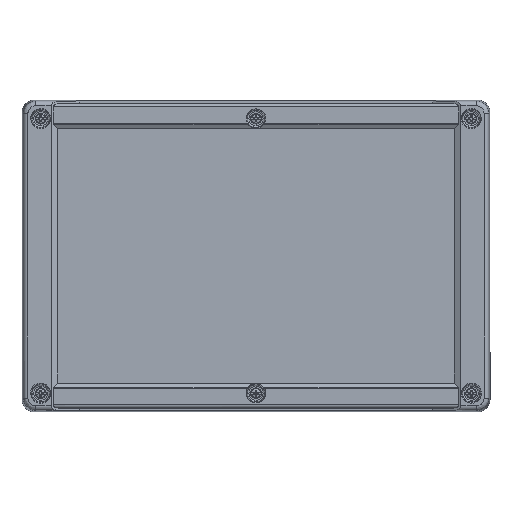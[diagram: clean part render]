
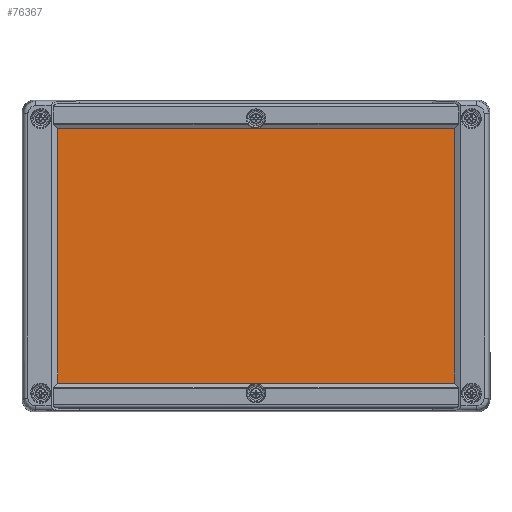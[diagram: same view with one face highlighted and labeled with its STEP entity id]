
A CAD part, top view. The second image highlights one B-rep face of the part: STEP entity #76367.
In plain terms, the highlighted planar face has unit normal (0, 0, 1).
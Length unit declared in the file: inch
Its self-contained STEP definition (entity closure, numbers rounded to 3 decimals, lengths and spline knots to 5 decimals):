
#1426 = CARTESIAN_POINT ( 'NONE',  ( 5., 0., 1.87008 ) ) ;
#2834 = LINE ( 'NONE', #95415, #139173 ) ;
#3951 = ORIENTED_EDGE ( 'NONE', *, *, #31849, .T. ) ;
#8805 = VECTOR ( 'NONE', #56750, 39.37008 ) ;
#12507 = EDGE_CURVE ( 'NONE', #73594, #22124, #136061, .T. ) ;
#18132 = DIRECTION ( 'NONE',  ( 1., 0., 0. ) ) ;
#22124 = VERTEX_POINT ( 'NONE', #76228 ) ;
#25635 = CARTESIAN_POINT ( 'NONE',  ( -5., 0., 1.87008 ) ) ;
#29841 = ORIENTED_EDGE ( 'NONE', *, *, #151735, .F. ) ;
#31849 = EDGE_CURVE ( 'NONE', #75584, #22124, #94744, .T. ) ;
#39538 = CARTESIAN_POINT ( 'NONE',  ( 5., -3.20866, 1.87008 ) ) ;
#40988 = ORIENTED_EDGE ( 'NONE', *, *, #127661, .T. ) ;
#44670 = VERTEX_POINT ( 'NONE', #53327 ) ;
#48485 = DIRECTION ( 'NONE',  ( 0., 1., 0. ) ) ;
#49894 = DIRECTION ( 'NONE',  ( -1., 0., 0. ) ) ;
#53327 = CARTESIAN_POINT ( 'NONE',  ( -5., -3.20866, 1.87008 ) ) ;
#56750 = DIRECTION ( 'NONE',  ( 0., -1., 0. ) ) ;
#61007 = ORIENTED_EDGE ( 'NONE', *, *, #12507, .F. ) ;
#62892 = CARTESIAN_POINT ( 'NONE',  ( 0., 3.20866, 1.87008 ) ) ;
#73594 = VERTEX_POINT ( 'NONE', #116653 ) ;
#75584 = VERTEX_POINT ( 'NONE', #39538 ) ;
#76228 = CARTESIAN_POINT ( 'NONE',  ( 5., 3.20866, 1.87008 ) ) ;
#76367 = ADVANCED_FACE ( 'NONE', ( #136501 ), #124939, .F. ) ;
#76760 = EDGE_LOOP ( 'NONE', ( #29841, #3951, #61007, #40988 ) ) ;
#78846 = VECTOR ( 'NONE', #18132, 39.37008 ) ;
#92537 = CARTESIAN_POINT ( 'NONE',  ( 5., 0., 1.87008 ) ) ;
#94744 = LINE ( 'NONE', #1426, #151310 ) ;
#95415 = CARTESIAN_POINT ( 'NONE',  ( 5., -3.20866, 1.87008 ) ) ;
#101790 = DIRECTION ( 'NONE',  ( -1., 0., 0. ) ) ;
#107329 = LINE ( 'NONE', #25635, #8805 ) ;
#110821 = AXIS2_PLACEMENT_3D ( 'NONE', #92537, #148085, #101790 ) ;
#116653 = CARTESIAN_POINT ( 'NONE',  ( -5., 3.20866, 1.87008 ) ) ;
#124939 = PLANE ( 'NONE',  #110821 ) ;
#127661 = EDGE_CURVE ( 'NONE', #73594, #44670, #107329, .T. ) ;
#136061 = LINE ( 'NONE', #62892, #78846 ) ;
#136501 = FACE_OUTER_BOUND ( 'NONE', #76760, .T. ) ;
#139173 = VECTOR ( 'NONE', #49894, 39.37008 ) ;
#148085 = DIRECTION ( 'NONE',  ( 0., 0., -1. ) ) ;
#151310 = VECTOR ( 'NONE', #48485, 39.37008 ) ;
#151735 = EDGE_CURVE ( 'NONE', #75584, #44670, #2834, .T. ) ;
